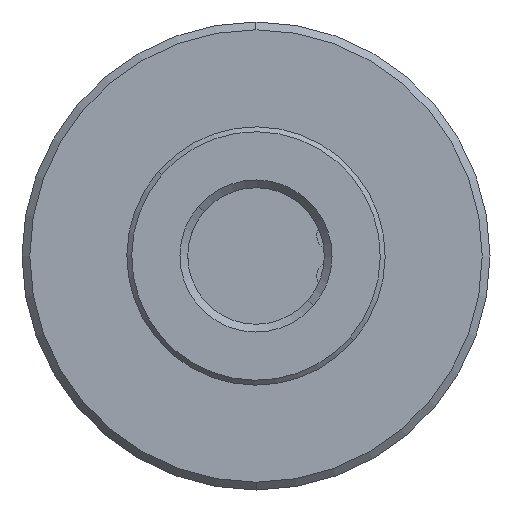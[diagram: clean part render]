
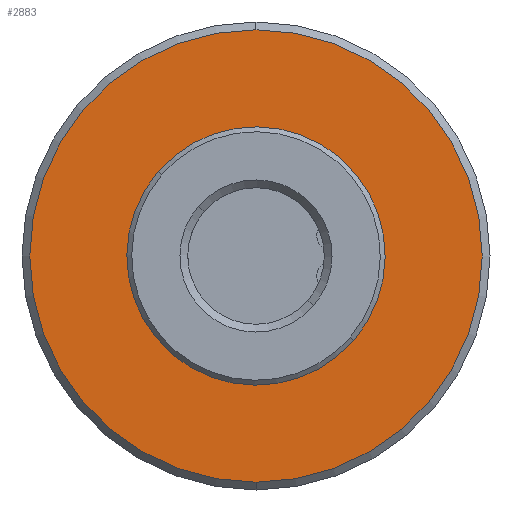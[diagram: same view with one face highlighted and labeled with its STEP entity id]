
A CAD part, left-side view. The second image highlights one B-rep face of the part: STEP entity #2883.
In plain terms, the highlighted planar face has unit normal (-1, 0, 0).
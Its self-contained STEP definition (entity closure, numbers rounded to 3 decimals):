
#32 = DIRECTION ( 'NONE',  ( 1., 0., 0. ) ) ;
#77 = DIRECTION ( 'NONE',  ( 0., 0., 1. ) ) ;
#82 = DIRECTION ( 'NONE',  ( -1., 0., 0. ) ) ;
#86 = PLANE ( 'NONE',  #626 ) ;
#91 = CARTESIAN_POINT ( 'NONE',  ( 0., 23.2, 0. ) ) ;
#104 = CARTESIAN_POINT ( 'NONE',  ( 0., 0., 0. ) ) ;
#129 = CARTESIAN_POINT ( 'NONE',  ( 0., 0., 0. ) ) ;
#170 = DIRECTION ( 'NONE',  ( 0., 0., -1. ) ) ;
#377 = DIRECTION ( 'NONE',  ( 0., 0., -1. ) ) ;
#384 = DIRECTION ( 'NONE',  ( 1., 0., 0. ) ) ;
#386 = CARTESIAN_POINT ( 'NONE',  ( 0., 0., 0. ) ) ;
#402 = CARTESIAN_POINT ( 'NONE',  ( 0., 0., -23.2 ) ) ;
#626 = AXIS2_PLACEMENT_3D ( 'NONE', #91, #82, #77 ) ;
#702 = AXIS2_PLACEMENT_3D ( 'NONE', #386, #384, #377 ) ;
#757 = FACE_OUTER_BOUND ( 'NONE', #3200, .T. ) ;
#763 = FACE_BOUND ( 'NONE', #2644, .T. ) ;
#793 = AXIS2_PLACEMENT_3D ( 'NONE', #2361, #2352, #2347 ) ;
#823 = CARTESIAN_POINT ( 'NONE',  ( 0., 0., 10. ) ) ;
#827 = CIRCLE ( 'NONE', #702, 10. ) ;
#907 = CARTESIAN_POINT ( 'NONE',  ( 0., 0., -10. ) ) ;
#964 = CIRCLE ( 'NONE', #793, 23.2 ) ;
#1501 = AXIS2_PLACEMENT_3D ( 'NONE', #104, #32, #1653 ) ;
#1511 = AXIS2_PLACEMENT_3D ( 'NONE', #129, #1581, #170 ) ;
#1581 = DIRECTION ( 'NONE',  ( 1., 0., 0. ) ) ;
#1653 = DIRECTION ( 'NONE',  ( 0., 0., -1. ) ) ;
#1675 = EDGE_CURVE ( 'NONE', #2319, #2288, #1914, .T. ) ;
#1676 = EDGE_CURVE ( 'NONE', #2451, #2372, #1921, .T. ) ;
#1914 = CIRCLE ( 'NONE', #1511, 10. ) ;
#1921 = CIRCLE ( 'NONE', #1501, 23.2 ) ;
#2288 = VERTEX_POINT ( 'NONE', #907 ) ;
#2319 = VERTEX_POINT ( 'NONE', #823 ) ;
#2347 = DIRECTION ( 'NONE',  ( 0., 0., -1. ) ) ;
#2352 = DIRECTION ( 'NONE',  ( 1., 0., 0. ) ) ;
#2361 = CARTESIAN_POINT ( 'NONE',  ( 0., 0., 0. ) ) ;
#2372 = VERTEX_POINT ( 'NONE', #402 ) ;
#2451 = VERTEX_POINT ( 'NONE', #2732 ) ;
#2467 = EDGE_CURVE ( 'NONE', #2372, #2451, #964, .T. ) ;
#2605 = EDGE_CURVE ( 'NONE', #2288, #2319, #827, .T. ) ;
#2644 = EDGE_LOOP ( 'NONE', ( #2737, #2734 ) ) ;
#2721 = ORIENTED_EDGE ( 'NONE', *, *, #1676, .F. ) ;
#2729 = ORIENTED_EDGE ( 'NONE', *, *, #2467, .F. ) ;
#2732 = CARTESIAN_POINT ( 'NONE',  ( 0., 0., 23.2 ) ) ;
#2734 = ORIENTED_EDGE ( 'NONE', *, *, #1675, .T. ) ;
#2737 = ORIENTED_EDGE ( 'NONE', *, *, #2605, .T. ) ;
#2883 = ADVANCED_FACE ( 'NONE', ( #763, #757 ), #86, .T. ) ;
#3200 = EDGE_LOOP ( 'NONE', ( #2729, #2721 ) ) ;
